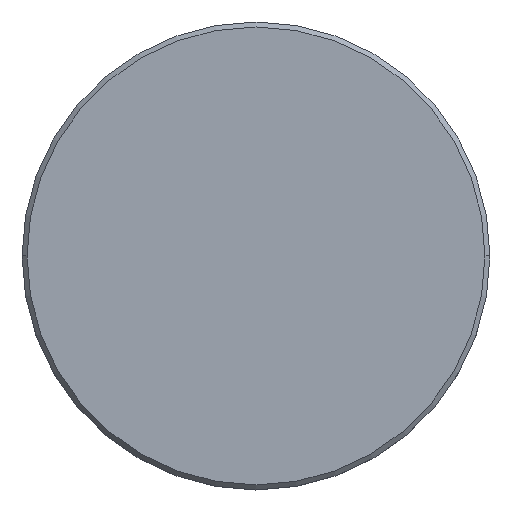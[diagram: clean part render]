
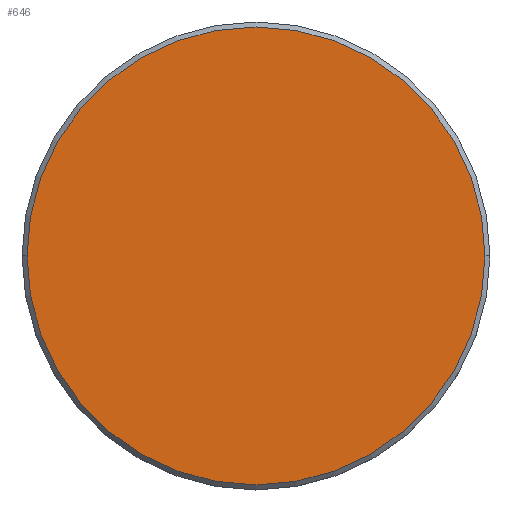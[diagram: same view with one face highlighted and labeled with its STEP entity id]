
A CAD part, top view. The second image highlights one B-rep face of the part: STEP entity #646.
In plain terms, the highlighted planar face has unit normal (0, 0, 1).
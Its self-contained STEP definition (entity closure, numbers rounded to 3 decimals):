
#19 = CARTESIAN_POINT ( 'NONE',  ( 0., 0., 0. ) ) ;
#56 = VERTEX_POINT ( 'NONE', #707 ) ;
#117 = DIRECTION ( 'NONE',  ( 0., 0., 1. ) ) ;
#145 = CARTESIAN_POINT ( 'NONE',  ( -23., 0., 0. ) ) ;
#146 = EDGE_LOOP ( 'NONE', ( #607, #479 ) ) ;
#147 = DIRECTION ( 'NONE',  ( 1., 0., 0. ) ) ;
#221 = AXIS2_PLACEMENT_3D ( 'NONE', #714, #529, #147 ) ;
#338 = AXIS2_PLACEMENT_3D ( 'NONE', #19, #1053, #975 ) ;
#479 = ORIENTED_EDGE ( 'NONE', *, *, #972, .T. ) ;
#529 = DIRECTION ( 'NONE',  ( 0., 0., 1. ) ) ;
#607 = ORIENTED_EDGE ( 'NONE', *, *, #1106, .T. ) ;
#609 = PLANE ( 'NONE',  #221 ) ;
#646 = ADVANCED_FACE ( 'NONE', ( #1179 ), #609, .T. ) ;
#689 = DIRECTION ( 'NONE',  ( 1., 0., 0. ) ) ;
#707 = CARTESIAN_POINT ( 'NONE',  ( 23., 0., 0. ) ) ;
#714 = CARTESIAN_POINT ( 'NONE',  ( 0., 0., 0. ) ) ;
#883 = CIRCLE ( 'NONE', #1101, 23. ) ;
#946 = CARTESIAN_POINT ( 'NONE',  ( 0., 0., 0. ) ) ;
#972 = EDGE_CURVE ( 'NONE', #56, #1150, #1034, .T. ) ;
#975 = DIRECTION ( 'NONE',  ( 1., 0., 0. ) ) ;
#1034 = CIRCLE ( 'NONE', #338, 23. ) ;
#1053 = DIRECTION ( 'NONE',  ( 0., 0., 1. ) ) ;
#1101 = AXIS2_PLACEMENT_3D ( 'NONE', #946, #117, #689 ) ;
#1106 = EDGE_CURVE ( 'NONE', #1150, #56, #883, .T. ) ;
#1150 = VERTEX_POINT ( 'NONE', #145 ) ;
#1179 = FACE_OUTER_BOUND ( 'NONE', #146, .T. ) ;
